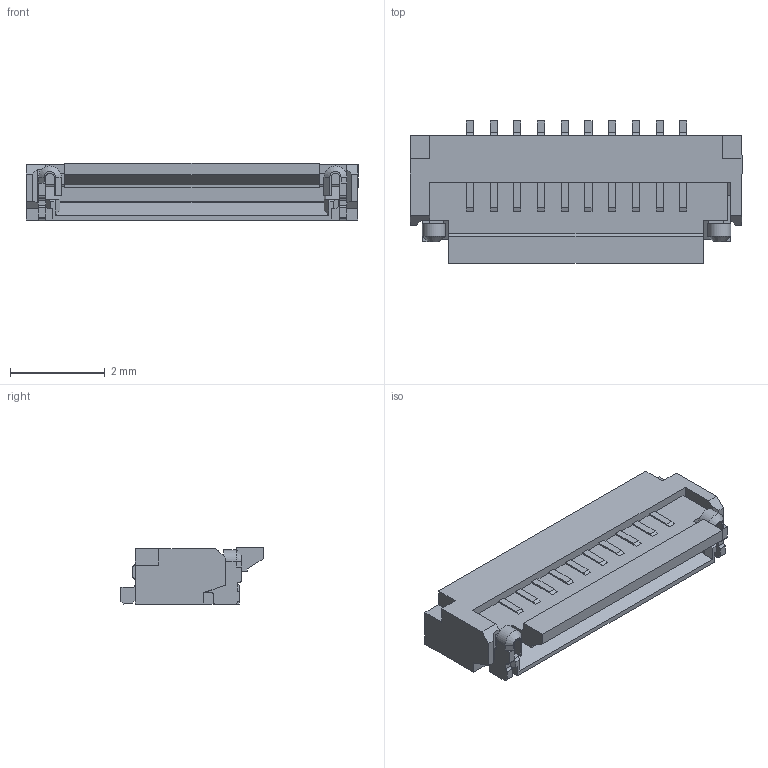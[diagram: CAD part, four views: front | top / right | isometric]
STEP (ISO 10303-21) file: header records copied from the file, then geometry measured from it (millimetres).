
FILE_DESCRIPTION(/* description */ (''),/* implementation_level */ '2;1');
FILE_NAME(/* name */ 'FH33-10S-0.5SH.step',/* time_stamp */ '2020-12-26T11:33:27+10:00',/* author */ (''),/* organization */ (''),/* preprocessor_version */ 'ST-DEVELOPER v18.1',/* originating_system */ 'Autodesk Translation Framework v9.7.1.1290',/* authorisation */ '');
FILE_SCHEMA (('AUTOMOTIVE_DESIGN { 1 0 10303 214 3 1 1 }'));
Length unit declared in the file: millimetre
Products named in the file (2): FH33-10S-0.5SH; FH33-10S-0.5SH_1
Assembly tree (1 placements, depth 2):
  FH33-10S-0.5SH
    FH33-10S-0.5SH_1
Bounding box: 7 x 3 x 1.22 mm (x, y, z)
Volume: 13.7 mm3; surface area: 90.9 mm2
Topology: 1 solids, 1 shells, 425 faces, 1251 edges, 828 vertices
Faces by surface type: plane 363, cylinder 60, cone 2
Entity records: 14305 total; most frequent: CARTESIAN_POINT 2507, ORIENTED_EDGE 2502, DIRECTION 2230, EDGE_CURVE 1251, LINE 1128, VECTOR 1128, VERTEX_POINT 828, AXIS2_PLACEMENT_3D 551
